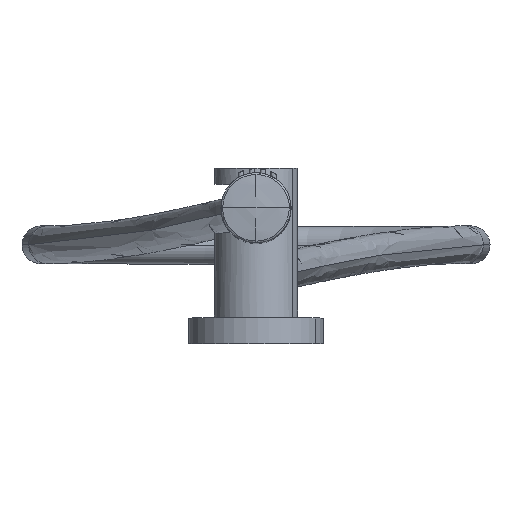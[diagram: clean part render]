
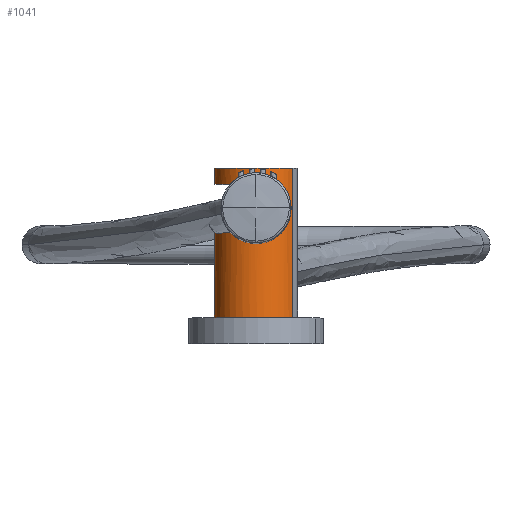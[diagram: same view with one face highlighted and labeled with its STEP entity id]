
A CAD part, top view. The second image highlights one B-rep face of the part: STEP entity #1041.
In plain terms, the highlighted cylindrical face has radius 15.5 mm (diameter 31 mm), a partial arc.
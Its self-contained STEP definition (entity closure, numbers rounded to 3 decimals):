
#771=CARTESIAN_POINT('Vertex',(-5.49,39.95,14.495)) ;
#775=CARTESIAN_POINT('Control Point',(-5.49,39.95,14.495)) ;
#776=CARTESIAN_POINT('Control Point',(-4.931,39.633,14.707)) ;
#777=CARTESIAN_POINT('Control Point',(-4.343,39.353,14.899)) ;
#778=CARTESIAN_POINT('Control Point',(-3.727,39.112,15.066)) ;
#779=CARTESIAN_POINT('Control Point',(-1.88,38.547,15.464)) ;
#780=CARTESIAN_POINT('Control Point',(0.106,38.386,15.583)) ;
#781=CARTESIAN_POINT('Control Point',(1.42,38.478,15.515)) ;
#782=CARTESIAN_POINT('Control Point',(4.016,39.051,15.101)) ;
#783=CARTESIAN_POINT('Control Point',(6.247,40.285,14.262)) ;
#784=CARTESIAN_POINT('Control Point',(7.266,41.063,13.754)) ;
#785=CARTESIAN_POINT('Control Point',(8.635,42.432,12.922)) ;
#786=CARTESIAN_POINT('Control Point',(9.685,44.051,12.114)) ;
#787=CARTESIAN_POINT('Control Point',(10.012,44.646,11.842)) ;
#788=CARTESIAN_POINT('Control Point',(10.531,45.779,11.383)) ;
#789=CARTESIAN_POINT('Control Point',(10.901,47.002,11.023)) ;
#790=CARTESIAN_POINT('Control Point',(11.035,47.569,10.886)) ;
#791=CARTESIAN_POINT('Control Point',(11.323,49.25,10.588)) ;
#792=CARTESIAN_POINT('Control Point',(11.306,50.999,10.6)) ;
#793=CARTESIAN_POINT('Control Point',(11.151,52.129,10.773)) ;
#794=CARTESIAN_POINT('Control Point',(10.724,53.786,11.212)) ;
#795=CARTESIAN_POINT('Control Point',(10.038,55.285,11.818)) ;
#796=CARTESIAN_POINT('Control Point',(9.763,55.798,12.047)) ;
#797=CARTESIAN_POINT('Control Point',(8.942,57.125,12.692)) ;
#798=CARTESIAN_POINT('Control Point',(7.911,58.291,13.365)) ;
#799=CARTESIAN_POINT('Control Point',(7.181,58.958,13.778)) ;
#800=CARTESIAN_POINT('Control Point',(6.372,59.549,14.161)) ;
#801=CARTESIAN_POINT('Control Point',(5.49,60.05,14.495)) ;
#802=CARTESIAN_POINT('Vertex',(5.49,60.05,14.495)) ;
#935=CARTESIAN_POINT('Vertex',(-13.603,9.5,-7.431)) ;
#937=CARTESIAN_POINT('Vertex',(13.603,9.5,7.431)) ;
#940=CARTESIAN_POINT('Axis2P3D Location',(0.,9.5,0.)) ;
#955=CARTESIAN_POINT('Axis2P3D Location',(0.,65.,0.)) ;
#959=CARTESIAN_POINT('Vertex',(13.603,65.,7.431)) ;
#961=CARTESIAN_POINT('Vertex',(-13.603,65.,-7.431)) ;
#974=CARTESIAN_POINT('Axis2P3D Location',(0.,32.5,0.)) ;
#979=CARTESIAN_POINT('Line Origine',(-13.603,37.25,-7.431)) ;
#983=CARTESIAN_POINT('Vertex',(-13.603,41.,-7.431)) ;
#986=CARTESIAN_POINT('Line Origine',(13.603,37.25,7.431)) ;
#991=CARTESIAN_POINT('Line Origine',(-13.603,37.25,-7.431)) ;
#995=CARTESIAN_POINT('Vertex',(-13.603,59.,-7.431)) ;
#998=CARTESIAN_POINT('Axis2P3D Location',(0.,59.,0.)) ;
#1002=CARTESIAN_POINT('Vertex',(-7.027,59.,13.816)) ;
#1006=CARTESIAN_POINT('Control Point',(5.49,60.05,14.495)) ;
#1007=CARTESIAN_POINT('Control Point',(4.364,60.688,14.922)) ;
#1008=CARTESIAN_POINT('Control Point',(3.12,61.178,15.268)) ;
#1009=CARTESIAN_POINT('Control Point',(1.771,61.49,15.493)) ;
#1010=CARTESIAN_POINT('Control Point',(-1.016,61.666,15.618)) ;
#1011=CARTESIAN_POINT('Control Point',(-3.687,61.004,15.146)) ;
#1012=CARTESIAN_POINT('Control Point',(-4.926,60.475,14.773)) ;
#1013=CARTESIAN_POINT('Control Point',(-6.041,59.801,14.317)) ;
#1014=CARTESIAN_POINT('Control Point',(-7.027,59.,13.816)) ;
#1017=CARTESIAN_POINT('Control Point',(-7.027,41.,13.816)) ;
#1018=CARTESIAN_POINT('Control Point',(-6.55,40.613,14.058)) ;
#1019=CARTESIAN_POINT('Control Point',(-6.037,40.261,14.288)) ;
#1020=CARTESIAN_POINT('Control Point',(-5.49,39.95,14.495)) ;
#1021=CARTESIAN_POINT('Vertex',(-7.027,41.,13.816)) ;
#1024=CARTESIAN_POINT('Axis2P3D Location',(0.,41.,0.)) ;
#981=VECTOR('Line Direction',#980,1.) ;
#988=VECTOR('Line Direction',#987,1.) ;
#993=VECTOR('Line Direction',#992,1.) ;
#941=DIRECTION('Axis2P3D Direction',(0.,-1.,0.)) ;
#956=DIRECTION('Axis2P3D Direction',(0.,-1.,0.)) ;
#975=DIRECTION('Axis2P3D Direction',(0.,-1.,0.)) ;
#976=DIRECTION('Axis2P3D XDirection',(0.878,0.,0.479)) ;
#980=DIRECTION('Vector Direction',(0.,-1.,0.)) ;
#987=DIRECTION('Vector Direction',(0.,-1.,0.)) ;
#992=DIRECTION('Vector Direction',(0.,-1.,0.)) ;
#999=DIRECTION('Axis2P3D Direction',(0.,-1.,0.)) ;
#1025=DIRECTION('Axis2P3D Direction',(0.,-1.,0.)) ;
#942=AXIS2_PLACEMENT_3D('Circle Axis2P3D',#940,#941,$) ;
#957=AXIS2_PLACEMENT_3D('Circle Axis2P3D',#955,#956,$) ;
#977=AXIS2_PLACEMENT_3D('Cylinder Axis2P3D',#974,#975,#976) ;
#1000=AXIS2_PLACEMENT_3D('Circle Axis2P3D',#998,#999,$) ;
#1026=AXIS2_PLACEMENT_3D('Circle Axis2P3D',#1024,#1025,$) ;
#982=LINE('Line',#979,#981) ;
#989=LINE('Line',#986,#988) ;
#994=LINE('Line',#991,#993) ;
#943=CIRCLE('generated circle',#942,15.5) ;
#958=CIRCLE('generated circle',#957,15.5) ;
#1001=CIRCLE('generated circle',#1000,15.5) ;
#1027=CIRCLE('generated circle',#1026,15.5) ;
#978=CYLINDRICAL_SURFACE('generated cylinder',#977,15.5) ;
#804=EDGE_CURVE('',#772,#803,#774,.T.) ;
#944=EDGE_CURVE('',#938,#936,#943,.T.) ;
#963=EDGE_CURVE('',#960,#962,#958,.T.) ;
#985=EDGE_CURVE('',#936,#984,#982,.F.) ;
#990=EDGE_CURVE('',#938,#960,#989,.F.) ;
#997=EDGE_CURVE('',#996,#962,#994,.F.) ;
#1004=EDGE_CURVE('',#996,#1003,#1001,.F.) ;
#1015=EDGE_CURVE('',#803,#1003,#1005,.T.) ;
#1023=EDGE_CURVE('',#1022,#772,#1016,.T.) ;
#1028=EDGE_CURVE('',#1022,#984,#1027,.T.) ;
#1030=ORIENTED_EDGE('',*,*,#985,.F.) ;
#1031=ORIENTED_EDGE('',*,*,#944,.F.) ;
#1032=ORIENTED_EDGE('',*,*,#990,.T.) ;
#1033=ORIENTED_EDGE('',*,*,#963,.T.) ;
#1034=ORIENTED_EDGE('',*,*,#997,.F.) ;
#1035=ORIENTED_EDGE('',*,*,#1004,.T.) ;
#1036=ORIENTED_EDGE('',*,*,#1015,.F.) ;
#1037=ORIENTED_EDGE('',*,*,#804,.F.) ;
#1038=ORIENTED_EDGE('',*,*,#1023,.F.) ;
#1039=ORIENTED_EDGE('',*,*,#1028,.T.) ;
#1029=EDGE_LOOP('',(#1030,#1031,#1032,#1033,#1034,#1035,#1036,#1037,#1038,#1039)) ;
#772=VERTEX_POINT('',#771) ;
#803=VERTEX_POINT('',#802) ;
#936=VERTEX_POINT('',#935) ;
#938=VERTEX_POINT('',#937) ;
#960=VERTEX_POINT('',#959) ;
#962=VERTEX_POINT('',#961) ;
#984=VERTEX_POINT('',#983) ;
#996=VERTEX_POINT('',#995) ;
#1003=VERTEX_POINT('',#1002) ;
#1022=VERTEX_POINT('',#1021) ;
#1041=ADVANCED_FACE('Part2.1\\PartBody',(#1040),#978,.T.) ;
#774=B_SPLINE_CURVE_WITH_KNOTS('',5,(#775,#776,#777,#778,#779,#780,#781,#782,#783,#784,#785,#786,#787,#788,#789,#790,#791,#792,#793,#794,#795,#796,#797,#798,#799,#800,#801),.UNSPECIFIED.,.F.,.U.,(6,3,3,3,3,3,3,3,6),(0.,4.656,13.467,22.861,27.901,32.019,39.825,44.14,51.483),.UNSPECIFIED.) ;
#1005=B_SPLINE_CURVE_WITH_KNOTS('',5,(#1006,#1007,#1008,#1009,#1010,#1011,#1012,#1013,#1014),.UNSPECIFIED.,.F.,.U.,(6,3,6),(0.,9.376,18.792),.UNSPECIFIED.) ;
#1016=B_SPLINE_CURVE_WITH_KNOTS('',3,(#1017,#1018,#1019,#1020),.UNSPECIFIED.,.F.,.U.,(4,4),(48.75,51.483),.UNSPECIFIED.) ;
#1040=FACE_OUTER_BOUND('',#1029,.T.) ;
